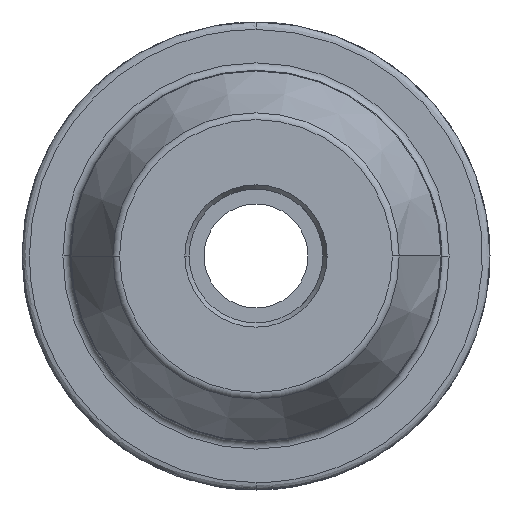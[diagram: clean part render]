
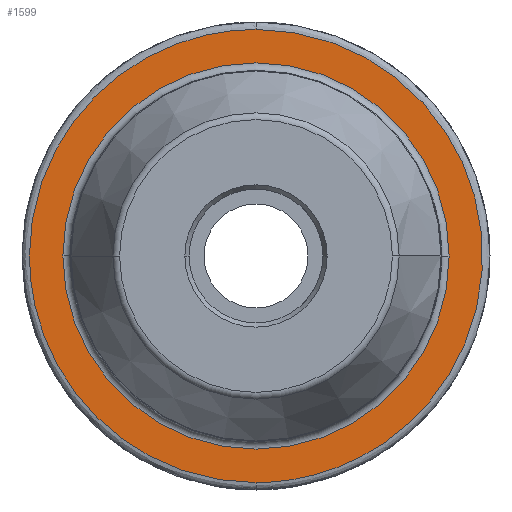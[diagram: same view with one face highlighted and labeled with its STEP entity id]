
A CAD part, front view. The second image highlights one B-rep face of the part: STEP entity #1599.
In plain terms, the highlighted planar face has unit normal (0, -1, 0).
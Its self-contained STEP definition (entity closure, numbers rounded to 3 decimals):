
#24 = CARTESIAN_POINT ( 'NONE',  ( 0., -27., 30.5 ) ) ;
#57 = PLANE ( 'NONE',  #4808 ) ;
#79 = CARTESIAN_POINT ( 'NONE',  ( 0., -27., 30.5 ) ) ;
#704 = CARTESIAN_POINT ( 'NONE',  ( -30.5, -27., 0. ) ) ;
#870 = VERTEX_POINT ( 'NONE', #3012 ) ;
#872 = ORIENTED_EDGE ( 'NONE', *, *, #2102, .F. ) ;
#887 = CARTESIAN_POINT ( 'NONE',  ( -31.5, -27., 0. ) ) ;
#936 = EDGE_CURVE ( 'NONE', #1447, #870, #5074, .T. ) ;
#942 = CARTESIAN_POINT ( 'NONE',  ( 0., -27., 0. ) ) ;
#1141 = VERTEX_POINT ( 'NONE', #704 ) ;
#1278 = CARTESIAN_POINT ( 'NONE',  ( 0., -27., -30.5 ) ) ;
#1287 = DIRECTION ( 'NONE',  ( 0., 1., 0. ) ) ;
#1303 = DIRECTION ( 'NONE',  ( 1., 0., 0. ) ) ;
#1350 =( BOUNDED_CURVE ( )  B_SPLINE_CURVE ( 3, ( #4526, #1662, #2488, #24 ),
 .UNSPECIFIED., .F., .T. ) 
 B_SPLINE_CURVE_WITH_KNOTS ( ( 4, 4 ),
 ( 0., 0.333 ),
 .UNSPECIFIED. ) 
 CURVE ( )  GEOMETRIC_REPRESENTATION_ITEM ( )  RATIONAL_B_SPLINE_CURVE ( ( 1., 0.805, 0.805, 1. ) ) 
 REPRESENTATION_ITEM ( '' )  );
#1355 = DIRECTION ( 'NONE',  ( 1., 0., 0. ) ) ;
#1436 = EDGE_LOOP ( 'NONE', ( #4874, #4914 ) ) ;
#1447 = VERTEX_POINT ( 'NONE', #79 ) ;
#1599 = ADVANCED_FACE ( 'NONE', ( #2508, #2634 ), #57, .T. ) ;
#1662 = CARTESIAN_POINT ( 'NONE',  ( -30.5, -27., 17.866 ) ) ;
#1687 = CARTESIAN_POINT ( 'NONE',  ( -17.866, -27., -30.5 ) ) ;
#1799 = CARTESIAN_POINT ( 'NONE',  ( 61., -27., 30.5 ) ) ;
#2101 = CARTESIAN_POINT ( 'NONE',  ( -30.5, -27., 0. ) ) ;
#2102 = EDGE_CURVE ( 'NONE', #870, #1141, #4374, .T. ) ;
#2223 = CARTESIAN_POINT ( 'NONE',  ( 61., -27., -30.5 ) ) ;
#2488 = CARTESIAN_POINT ( 'NONE',  ( -17.866, -27., 30.5 ) ) ;
#2508 = FACE_BOUND ( 'NONE', #1436, .T. ) ;
#2634 = FACE_OUTER_BOUND ( 'NONE', #2733, .T. ) ;
#2733 = EDGE_LOOP ( 'NONE', ( #3191, #872, #5309 ) ) ;
#2992 = VERTEX_POINT ( 'NONE', #4777 ) ;
#3012 = CARTESIAN_POINT ( 'NONE',  ( 0., -27., -30.5 ) ) ;
#3055 = EDGE_CURVE ( 'NONE', #1141, #1447, #1350, .T. ) ;
#3191 = ORIENTED_EDGE ( 'NONE', *, *, #3055, .F. ) ;
#3206 = EDGE_CURVE ( 'NONE', #4966, #2992, #4814, .T. ) ;
#3441 = CARTESIAN_POINT ( 'NONE',  ( 0., -27., 30.5 ) ) ;
#3714 = CIRCLE ( 'NONE', #4564, 26. ) ;
#3744 = CARTESIAN_POINT ( 'NONE',  ( 0., -27., 0. ) ) ;
#3765 = DIRECTION ( 'NONE',  ( 0., -1., 0. ) ) ;
#3815 = DIRECTION ( 'NONE',  ( 0., 1., 0. ) ) ;
#4138 = CARTESIAN_POINT ( 'NONE',  ( -26., -27., 0. ) ) ;
#4156 = DIRECTION ( 'NONE',  ( 1., 0., 0. ) ) ;
#4374 =( BOUNDED_CURVE ( )  B_SPLINE_CURVE ( 3, ( #1278, #1687, #4552, #2101 ),
 .UNSPECIFIED., .F., .F. ) 
 B_SPLINE_CURVE_WITH_KNOTS ( ( 4, 4 ),
 ( 0., 1. ),
 .UNSPECIFIED. ) 
 CURVE ( )  GEOMETRIC_REPRESENTATION_ITEM ( )  RATIONAL_B_SPLINE_CURVE ( ( 1., 0.805, 0.805, 1. ) ) 
 REPRESENTATION_ITEM ( '' )  );
#4526 = CARTESIAN_POINT ( 'NONE',  ( -30.5, -27., 0. ) ) ;
#4552 = CARTESIAN_POINT ( 'NONE',  ( -30.5, -27., -17.866 ) ) ;
#4564 = AXIS2_PLACEMENT_3D ( 'NONE', #3744, #1287, #4156 ) ;
#4617 = AXIS2_PLACEMENT_3D ( 'NONE', #942, #3815, #1355 ) ;
#4777 = CARTESIAN_POINT ( 'NONE',  ( 26., -27., 0. ) ) ;
#4808 = AXIS2_PLACEMENT_3D ( 'NONE', #887, #3765, #1303 ) ;
#4814 = CIRCLE ( 'NONE', #4617, 26. ) ;
#4874 = ORIENTED_EDGE ( 'NONE', *, *, #4961, .T. ) ;
#4914 = ORIENTED_EDGE ( 'NONE', *, *, #3206, .T. ) ;
#4961 = EDGE_CURVE ( 'NONE', #2992, #4966, #3714, .T. ) ;
#4966 = VERTEX_POINT ( 'NONE', #4138 ) ;
#5074 =( BOUNDED_CURVE ( )  B_SPLINE_CURVE ( 3, ( #3441, #1799, #2223, #5075 ),
 .UNSPECIFIED., .F., .T. ) 
 B_SPLINE_CURVE_WITH_KNOTS ( ( 4, 4 ),
 ( 0.333, 1. ),
 .UNSPECIFIED. ) 
 CURVE ( )  GEOMETRIC_REPRESENTATION_ITEM ( )  RATIONAL_B_SPLINE_CURVE ( ( 1., 0.333, 0.333, 1. ) ) 
 REPRESENTATION_ITEM ( '' )  );
#5075 = CARTESIAN_POINT ( 'NONE',  ( 0., -27., -30.5 ) ) ;
#5309 = ORIENTED_EDGE ( 'NONE', *, *, #936, .F. ) ;
